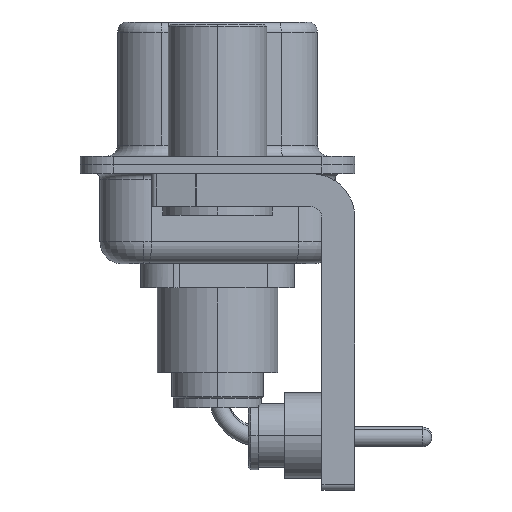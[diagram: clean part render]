
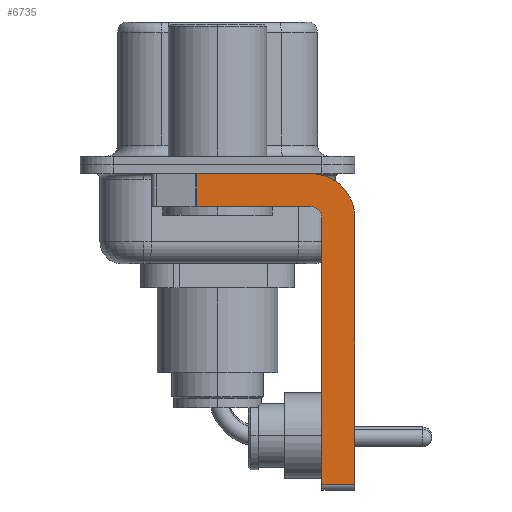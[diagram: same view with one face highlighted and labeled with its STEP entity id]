
A CAD part, left-side view. The second image highlights one B-rep face of the part: STEP entity #6735.
In plain terms, the highlighted planar face has unit normal (-1, 0, 0).
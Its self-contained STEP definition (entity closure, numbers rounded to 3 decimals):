
#264 = AXIS2_PLACEMENT_3D ( 'NONE', #459, #16439, #8045 ) ;
#452 = VERTEX_POINT ( 'NONE', #18854 ) ;
#459 = CARTESIAN_POINT ( 'NONE',  ( -2.9, -4.25, -2.4 ) ) ;
#1079 = CARTESIAN_POINT ( 'NONE',  ( -2.9, -6.25, -2.4 ) ) ;
#1125 = DIRECTION ( 'NONE',  ( 0., -1., 0. ) ) ;
#1467 = ORIENTED_EDGE ( 'NONE', *, *, #6016, .T. ) ;
#1537 = LINE ( 'NONE', #7963, #15690 ) ;
#1580 = LINE ( 'NONE', #20715, #15808 ) ;
#2673 = LINE ( 'NONE', #13610, #16739 ) ;
#2859 = EDGE_LOOP ( 'NONE', ( #16694, #18668, #3859, #20423, #20017, #1467, #16017, #17550 ) ) ;
#3091 = VECTOR ( 'NONE', #3503, 1000. ) ;
#3281 = EDGE_CURVE ( 'NONE', #14621, #14817, #1537, .T. ) ;
#3295 = CARTESIAN_POINT ( 'NONE',  ( -2.9, -4.75, -14.8 ) ) ;
#3503 = DIRECTION ( 'NONE',  ( 0., 0., 1. ) ) ;
#3649 = VERTEX_POINT ( 'NONE', #20128 ) ;
#3859 = ORIENTED_EDGE ( 'NONE', *, *, #3281, .F. ) ;
#4169 = CARTESIAN_POINT ( 'NONE',  ( -2.9, -4.25, -2.4 ) ) ;
#4475 = DIRECTION ( 'NONE',  ( 1., 0., 0. ) ) ;
#5285 = EDGE_CURVE ( 'NONE', #14500, #6473, #1580, .T. ) ;
#5887 = DIRECTION ( 'NONE',  ( 0., 0., 1. ) ) ;
#6016 = EDGE_CURVE ( 'NONE', #12995, #6473, #10487, .T. ) ;
#6473 = VERTEX_POINT ( 'NONE', #19701 ) ;
#6735 = ADVANCED_FACE ( 'NONE', ( #19579 ), #18007, .F. ) ;
#7245 = CIRCLE ( 'NONE', #10925, 2. ) ;
#7573 = CARTESIAN_POINT ( 'NONE',  ( -2.9, -4.25, -1.9 ) ) ;
#7961 = CIRCLE ( 'NONE', #12647, 0.5 ) ;
#7963 = CARTESIAN_POINT ( 'NONE',  ( -2.9, -4.25, -1.9 ) ) ;
#8045 = DIRECTION ( 'NONE',  ( 0., 0., -1. ) ) ;
#8098 = EDGE_CURVE ( 'NONE', #12995, #3649, #9730, .T. ) ;
#9730 = LINE ( 'NONE', #3295, #3091 ) ;
#10487 = LINE ( 'NONE', #20259, #13899 ) ;
#10794 = LINE ( 'NONE', #12056, #12027 ) ;
#10919 = CARTESIAN_POINT ( 'NONE',  ( -2.9, -4.75, -14.55 ) ) ;
#10925 = AXIS2_PLACEMENT_3D ( 'NONE', #4169, #4475, #20569 ) ;
#12027 = VECTOR ( 'NONE', #1125, 1000. ) ;
#12056 = CARTESIAN_POINT ( 'NONE',  ( -2.9, 3., -0.4 ) ) ;
#12647 = AXIS2_PLACEMENT_3D ( 'NONE', #18804, #14077, #5887 ) ;
#12838 = DIRECTION ( 'NONE',  ( 0., 0., -1. ) ) ;
#12995 = VERTEX_POINT ( 'NONE', #10919 ) ;
#13468 = EDGE_CURVE ( 'NONE', #452, #14500, #7245, .T. ) ;
#13610 = CARTESIAN_POINT ( 'NONE',  ( -2.9, 0.978, -1.9 ) ) ;
#13831 = DIRECTION ( 'NONE',  ( 0., 0., -1. ) ) ;
#13899 = VECTOR ( 'NONE', #14061, 1000. ) ;
#14061 = DIRECTION ( 'NONE',  ( 0., -1., 0. ) ) ;
#14077 = DIRECTION ( 'NONE',  ( -1., 0., 0. ) ) ;
#14171 = DIRECTION ( 'NONE',  ( 0., 1., 0. ) ) ;
#14500 = VERTEX_POINT ( 'NONE', #1079 ) ;
#14621 = VERTEX_POINT ( 'NONE', #7573 ) ;
#14626 = EDGE_CURVE ( 'NONE', #3649, #14621, #7961, .T. ) ;
#14817 = VERTEX_POINT ( 'NONE', #17729 ) ;
#15379 = CARTESIAN_POINT ( 'NONE',  ( -2.9, 0.978, -0.4 ) ) ;
#15690 = VECTOR ( 'NONE', #14171, 1000. ) ;
#15808 = VECTOR ( 'NONE', #12838, 1000. ) ;
#16017 = ORIENTED_EDGE ( 'NONE', *, *, #5285, .F. ) ;
#16439 = DIRECTION ( 'NONE',  ( 1., 0., 0. ) ) ;
#16533 = EDGE_CURVE ( 'NONE', #18109, #452, #10794, .T. ) ;
#16694 = ORIENTED_EDGE ( 'NONE', *, *, #16533, .F. ) ;
#16739 = VECTOR ( 'NONE', #13831, 1000. ) ;
#17036 = EDGE_CURVE ( 'NONE', #18109, #14817, #2673, .T. ) ;
#17550 = ORIENTED_EDGE ( 'NONE', *, *, #13468, .F. ) ;
#17729 = CARTESIAN_POINT ( 'NONE',  ( -2.9, 0.978, -1.9 ) ) ;
#18007 = PLANE ( 'NONE',  #264 ) ;
#18109 = VERTEX_POINT ( 'NONE', #15379 ) ;
#18668 = ORIENTED_EDGE ( 'NONE', *, *, #17036, .T. ) ;
#18804 = CARTESIAN_POINT ( 'NONE',  ( -2.9, -4.25, -2.4 ) ) ;
#18854 = CARTESIAN_POINT ( 'NONE',  ( -2.9, -4.25, -0.4 ) ) ;
#19579 = FACE_OUTER_BOUND ( 'NONE', #2859, .T. ) ;
#19701 = CARTESIAN_POINT ( 'NONE',  ( -2.9, -6.25, -14.55 ) ) ;
#20017 = ORIENTED_EDGE ( 'NONE', *, *, #8098, .F. ) ;
#20128 = CARTESIAN_POINT ( 'NONE',  ( -2.9, -4.75, -2.4 ) ) ;
#20259 = CARTESIAN_POINT ( 'NONE',  ( -2.9, -4.25, -14.55 ) ) ;
#20423 = ORIENTED_EDGE ( 'NONE', *, *, #14626, .F. ) ;
#20569 = DIRECTION ( 'NONE',  ( 0., 0., -1. ) ) ;
#20715 = CARTESIAN_POINT ( 'NONE',  ( -2.9, -6.25, -2.4 ) ) ;
